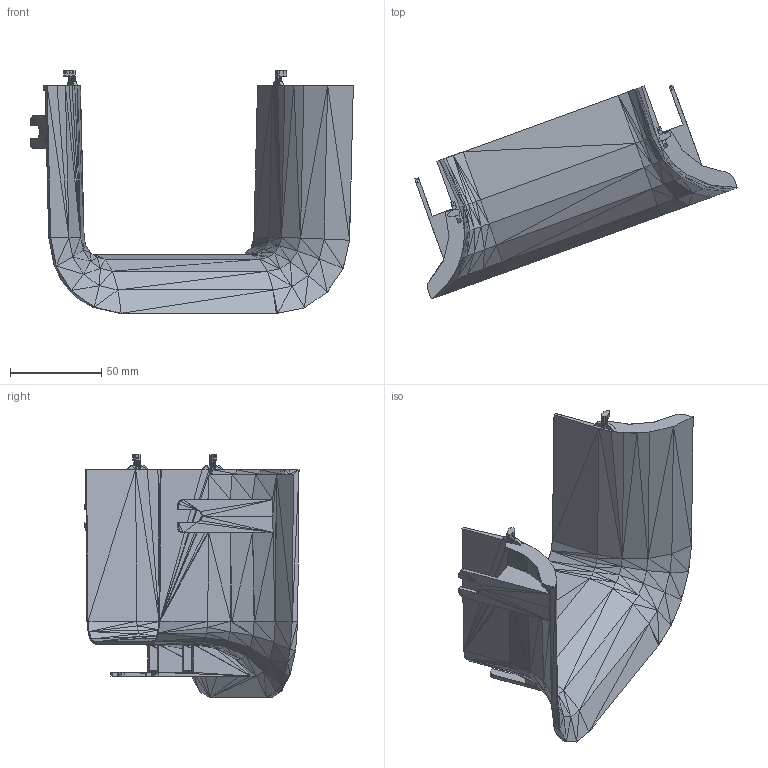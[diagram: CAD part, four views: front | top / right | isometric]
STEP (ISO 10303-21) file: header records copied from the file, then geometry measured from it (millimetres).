
FILE_DESCRIPTION(('FreeCAD Model'),'2;1');
FILE_NAME('Open CASCADE Shape Model','2022-12-01T12:30:10',('Author'),( ''),'Open CASCADE STEP processor 7.6','FreeCAD','Unknown');
FILE_SCHEMA(('AUTOMOTIVE_DESIGN { 1 0 10303 214 1 1 1 1 }'));
Length unit declared in the file: millimetre
Products named in the file (1): DS_120_LL23B______________________________________________120mm_
trumpet_flare___________________001001 (Solid)
Bounding box: 176.99 x 117.41 x 133.1 mm (x, y, z)
Volume: 90926.8 mm3; surface area: 66593.1 mm2
Topology: 1 solids, 1 shells, 791 faces, 1319 edges, 530 vertices
Faces by surface type: plane 791
Entity records: 33798 total; most frequent: DIRECTION 5541, CARTESIAN_POINT 5279, LINE 3957, VECTOR 3957, ORIENTED_EDGE 2638, PCURVE 2638, DEFINITIONAL_REPRESENTATION 2638, EDGE_CURVE 1319
